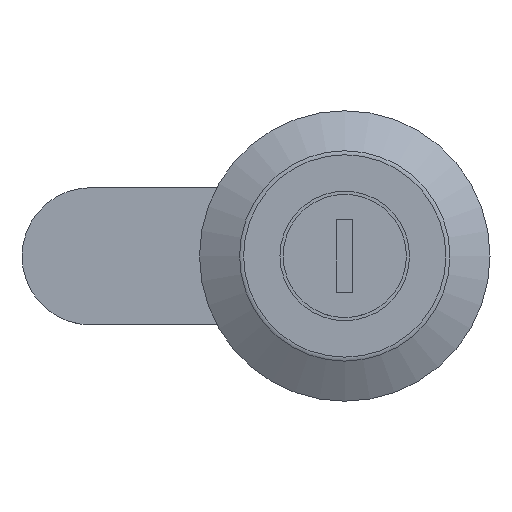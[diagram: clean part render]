
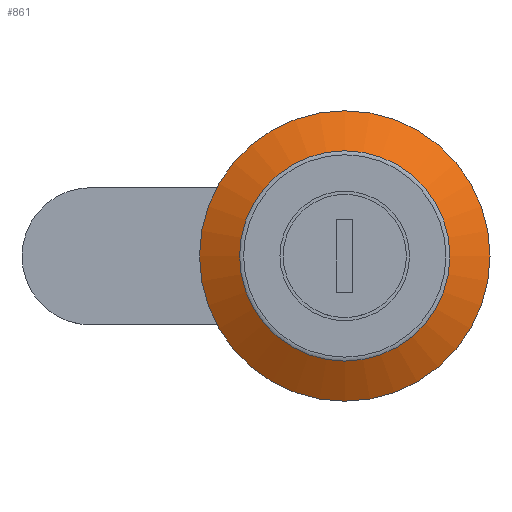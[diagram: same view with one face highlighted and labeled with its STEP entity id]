
A CAD part, top view. The second image highlights one B-rep face of the part: STEP entity #861.
In plain terms, the highlighted conical face has half-angle 60 degrees and reference radius 18 mm.
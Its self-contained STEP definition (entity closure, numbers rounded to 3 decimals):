
#16 = ORIENTED_EDGE ( 'NONE', *, *, #1162, .T. ) ;
#87 = AXIS2_PLACEMENT_3D ( 'NONE', #1046, #1194, #563 ) ;
#229 = VERTEX_POINT ( 'NONE', #988 ) ;
#419 = CARTESIAN_POINT ( 'NONE',  ( 0., 0., 0. ) ) ;
#553 = FACE_OUTER_BOUND ( 'NONE', #1574, .T. ) ;
#563 = DIRECTION ( 'NONE',  ( 1., 0., 0. ) ) ;
#577 = DIRECTION ( 'NONE',  ( 1., 0., 0. ) ) ;
#713 = DIRECTION ( 'NONE',  ( 0., 0., -1. ) ) ;
#766 = CONICAL_SURFACE ( 'NONE', #87, 18., 1.047 ) ;
#814 = FACE_BOUND ( 'NONE', #1857, .T. ) ;
#849 = EDGE_CURVE ( 'NONE', #229, #229, #1288, .T. ) ;
#861 = ADVANCED_FACE ( 'NONE', ( #814, #553 ), #766, .T. ) ;
#864 = AXIS2_PLACEMENT_3D ( 'NONE', #419, #1488, #577 ) ;
#967 = CIRCLE ( 'NONE', #864, 18. ) ;
#988 = CARTESIAN_POINT ( 'NONE',  ( -13.036, 0., 2.866 ) ) ;
#1046 = CARTESIAN_POINT ( 'NONE',  ( 0., 0., 0. ) ) ;
#1162 = EDGE_CURVE ( 'NONE', #1728, #1728, #967, .T. ) ;
#1194 = DIRECTION ( 'NONE',  ( 0., 0., -1. ) ) ;
#1282 = ORIENTED_EDGE ( 'NONE', *, *, #849, .T. ) ;
#1288 = CIRCLE ( 'NONE', #1732, 13.036 ) ;
#1304 = CARTESIAN_POINT ( 'NONE',  ( 18., 0., 0. ) ) ;
#1488 = DIRECTION ( 'NONE',  ( 0., 0., 1. ) ) ;
#1574 = EDGE_LOOP ( 'NONE', ( #16 ) ) ;
#1606 = CARTESIAN_POINT ( 'NONE',  ( 0., 0., 2.866 ) ) ;
#1728 = VERTEX_POINT ( 'NONE', #1304 ) ;
#1732 = AXIS2_PLACEMENT_3D ( 'NONE', #1606, #713, #1752 ) ;
#1752 = DIRECTION ( 'NONE',  ( -1., 0., 0. ) ) ;
#1857 = EDGE_LOOP ( 'NONE', ( #1282 ) ) ;
